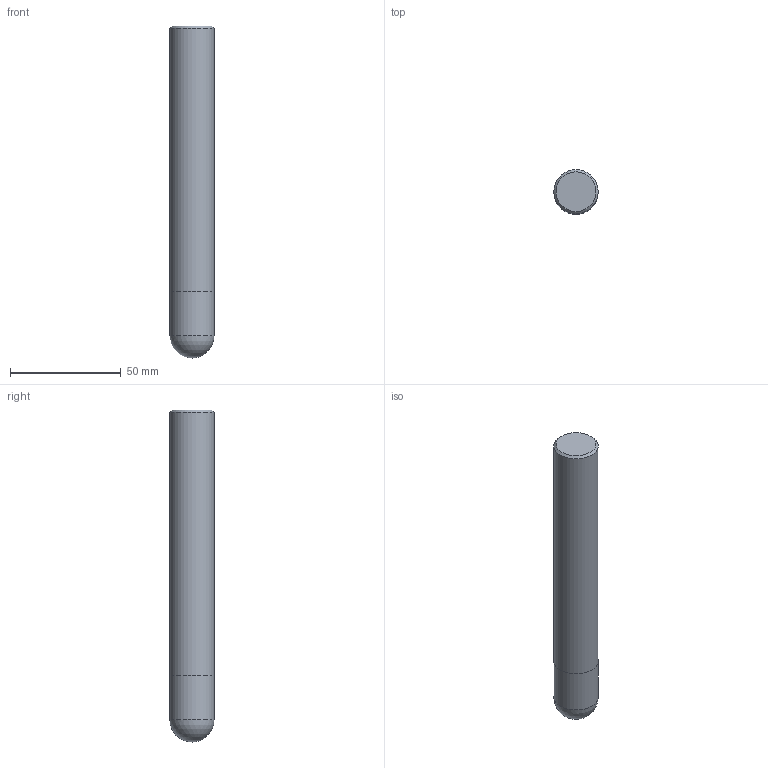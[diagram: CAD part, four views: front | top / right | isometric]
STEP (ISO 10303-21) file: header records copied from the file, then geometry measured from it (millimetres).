
FILE_DESCRIPTION(/* description */ (''),/* implementation_level */ '2;1');
FILE_NAME(/* name */ 'TOOL.STP',/* time_stamp */ '2024-01-16T05:47:14+01:00',/* author */ (''),/* organization */ ('SMS'),/* preprocessor_version */ 'ST-DEVELOPER v16.7',/* originating_system */ 'SIEMENS PLM Software NX 12.0',/* authorisation */ '');
FILE_SCHEMA (('AUTOMOTIVE_DESIGN { 1 0 10303 214 3 1 1 1 }'));
Length unit declared in the file: millimetre
Products named in the file (1): Tool
Bounding box: 20 x 20 x 150 mm (x, y, z)
Volume: 46046.3 mm3; surface area: 10329.1 mm2
Topology: 2 solids, 2 shells, 7 faces, 12 edges, 11 vertices
Faces by surface type: plane 3, cylinder 2, cone 1, sphere 1
Full cylindrical faces by diameter (mm): 20 x2
Entity records: 220 total; most frequent: CARTESIAN_POINT 37, DIRECTION 32, AXIS2_PLACEMENT_3D 16, EDGE_LOOP 10, ORIENTED_EDGE 10, STYLED_ITEM 9, PRESENTATION_STYLE_ASSIGNMENT 9, ADVANCED_FACE 7
